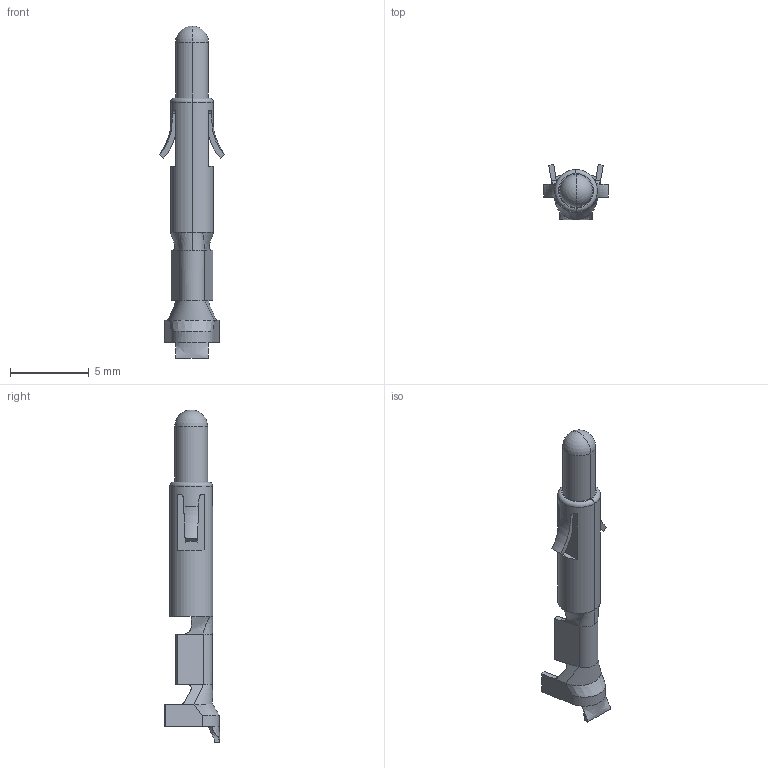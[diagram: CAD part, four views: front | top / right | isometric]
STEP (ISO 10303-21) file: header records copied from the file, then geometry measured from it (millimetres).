
FILE_DESCRIPTION((''),'2;1');
FILE_NAME('C-350561-3','2016-03-21T',('workeradm'),('Tyco Electronics Ltd.'),'CREO PARAMETRIC BY PTC INC, 2015200','CREO PARAMETRIC BY PTC INC, 2015200','');
FILE_SCHEMA(('AUTOMOTIVE_DESIGN { 1 0 10303 214 1 1 1 1 }'));
Length unit declared in the file: millimetre
Products named in the file (1): C-350561-3
Bounding box: 4.18 x 3.49 x 21.07 mm (x, y, z)
Volume: 71 mm3; surface area: 212.7 mm2
Topology: 1 solids, 1 shells, 90 faces, 234 edges, 147 vertices
Faces by surface type: plane 42, bspline 20, cylinder 20, torus 6, sphere 2
Entity records: 4236 total; most frequent: CARTESIAN_POINT 2119, ORIENTED_EDGE 464, DIRECTION 378, EDGE_CURVE 232, VERTEX_POINT 147, AXIS2_PLACEMENT_3D 130, VECTOR 118, LINE 118
